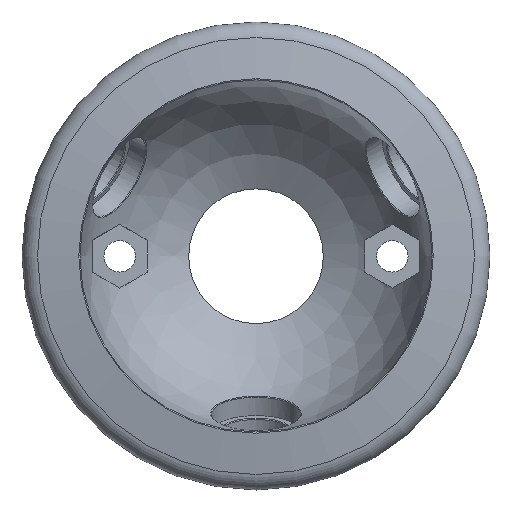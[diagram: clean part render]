
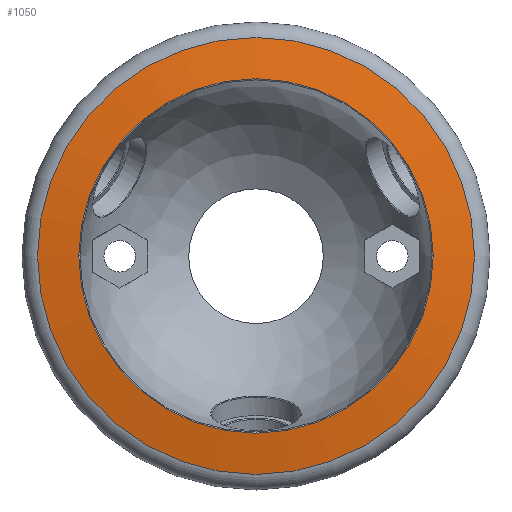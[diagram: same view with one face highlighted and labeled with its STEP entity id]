
A CAD part, top view. The second image highlights one B-rep face of the part: STEP entity #1050.
In plain terms, the highlighted conical face has half-angle 80 degrees and reference radius 20.095 mm.
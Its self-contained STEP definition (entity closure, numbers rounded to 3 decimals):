
#19=CONICAL_SURFACE('',#1178,20.095,1.396);
#117=FACE_OUTER_BOUND('',#189,.T.);
#189=EDGE_LOOP('',(#848,#849,#850,#851,#852));
#274=CIRCLE('',#1170,22.13);
#279=CIRCLE('',#1179,17.952);
#280=CIRCLE('',#1180,17.952);
#330=LINE('',#2024,#395);
#395=VECTOR('',#1430,20.5);
#489=VERTEX_POINT('',#1990);
#495=VERTEX_POINT('',#2021);
#496=VERTEX_POINT('',#2022);
#616=EDGE_CURVE('',#489,#489,#274,.T.);
#624=EDGE_CURVE('',#495,#496,#279,.T.);
#625=EDGE_CURVE('',#495,#489,#330,.T.);
#626=EDGE_CURVE('',#496,#495,#280,.T.);
#848=ORIENTED_EDGE('',*,*,#624,.F.);
#849=ORIENTED_EDGE('',*,*,#625,.T.);
#850=ORIENTED_EDGE('',*,*,#616,.F.);
#851=ORIENTED_EDGE('',*,*,#625,.F.);
#852=ORIENTED_EDGE('',*,*,#626,.F.);
#1050=ADVANCED_FACE('',(#117),#19,.T.);
#1170=AXIS2_PLACEMENT_3D('',#1992,#1409,#1410);
#1178=AXIS2_PLACEMENT_3D('',#2020,#1426,#1427);
#1179=AXIS2_PLACEMENT_3D('',#2023,#1428,#1429);
#1180=AXIS2_PLACEMENT_3D('',#2025,#1431,#1432);
#1409=DIRECTION('center_axis',(0.,0.,-1.));
#1410=DIRECTION('ref_axis',(-1.,0.,0.));
#1426=DIRECTION('center_axis',(0.,0.,
-1.));
#1427=DIRECTION('ref_axis',(-1.,0.,0.));
#1428=DIRECTION('center_axis',(0.,0.,1.));
#1429=DIRECTION('ref_axis',(-1.,0.,0.));
#1430=DIRECTION('',(0.985,0.,-0.174));
#1431=DIRECTION('center_axis',(0.,0.,1.));
#1432=DIRECTION('ref_axis',(-1.,0.,0.));
#1990=CARTESIAN_POINT('',(22.13,0.,29.238));
#1992=CARTESIAN_POINT('Origin',(0.,0.,
29.238));
#2020=CARTESIAN_POINT('Origin',(0.,0.,
29.597));
#2021=CARTESIAN_POINT('',(17.952,0.,29.975));
#2022=CARTESIAN_POINT('',(-17.952,0.,29.975));
#2023=CARTESIAN_POINT('Origin',(0.,0.,
29.975));
#2024=CARTESIAN_POINT('',(20.095,0.,29.597));
#2025=CARTESIAN_POINT('Origin',(0.,0.,
29.975));
